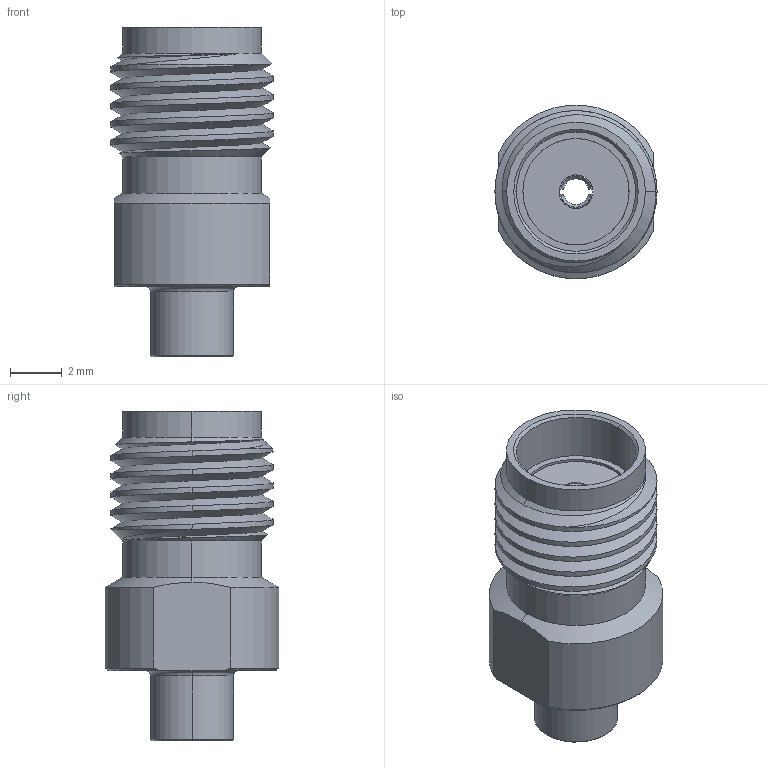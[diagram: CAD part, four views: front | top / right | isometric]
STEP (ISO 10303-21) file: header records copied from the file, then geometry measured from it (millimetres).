
FILE_DESCRIPTION (( 'STEP AP214' ), '1' );
FILE_NAME ('30-063-1-DS3-HA.STEP', '2024-08-09T06:52:42', ( '' ), ( '' ), 'SwSTEP 2.0', 'SolidWorks 2024', '' );
FILE_SCHEMA (( 'AUTOMOTIVE_DESIGN' ));
Length unit declared in the file: millimetre
Products named in the file (1): 30-063-1-DS3-HA
Bounding box: 6.25 x 6.68 x 12.7 mm (x, y, z)
Surface area: 448.2 mm2 (no closed solid volume)
Topology: 0 solids, 4 shells, 56 faces, 142 edges, 93 vertices
Faces by surface type: cylinder 26, cone 17, plane 9, torus 2, bspline 2
Entity records: 2375 total; most frequent: CARTESIAN_POINT 1081, DIRECTION 266, ORIENTED_EDGE 264, EDGE_CURVE 142, AXIS2_PLACEMENT_3D 110, VERTEX_POINT 93, EDGE_LOOP 61, FACE_OUTER_BOUND 56
